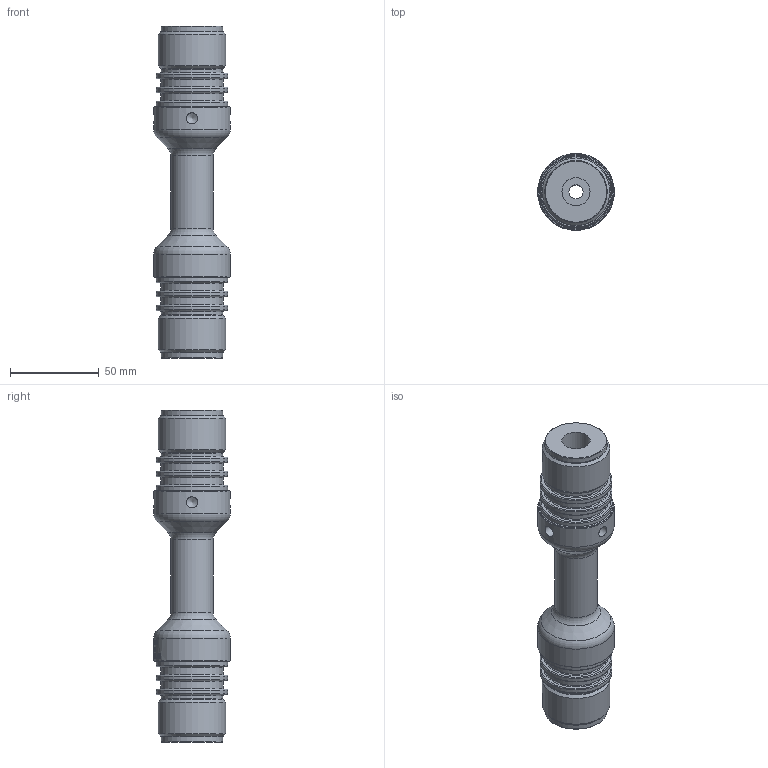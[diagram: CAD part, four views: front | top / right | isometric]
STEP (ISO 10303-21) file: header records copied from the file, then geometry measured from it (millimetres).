
FILE_DESCRIPTION (( 'STEP AP203' ), '1' );
FILE_NAME ('83280.STEP', '2022-03-07T21:34:41', ( '' ), ( '' ), 'SwSTEP 2.0', 'SolidWorks 2021', '' );
FILE_SCHEMA (( 'CONFIG_CONTROL_DESIGN' ));
Products named in the file (1): 83280
Bounding box: 43.18 x 43.18 x 187.22 mm (x, y, z)
Volume: 160512.6 mm3; surface area: 33562.4 mm2
Topology: 1 solids, 1 shells, 548 faces, 1453 edges, 958 vertices
Faces by surface type: bspline 324, plane 115, cylinder 64, torus 30, cone 15
Full cylindrical faces by diameter (mm): 6.35 x4, 7.95 x1, 15.875 x2, 23.876 x1, 34.925 x4, 35.204 x4, 38.1 x2, 40.589 x6, 43.18 x2
Entity records: 51518 total; most frequent: CARTESIAN_POINT 41160, ORIENTED_EDGE 2712, EDGE_CURVE 1356, B_SPLINE_CURVE_WITH_KNOTS 1047, DIRECTION 942, VERTEX_POINT 933, EDGE_LOOP 673, FACE_OUTER_BOUND 604
